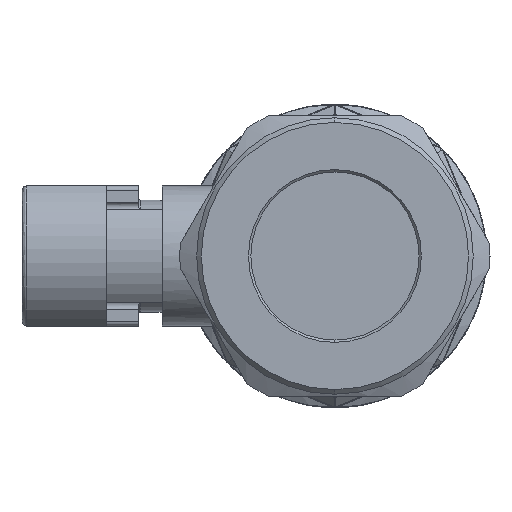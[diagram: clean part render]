
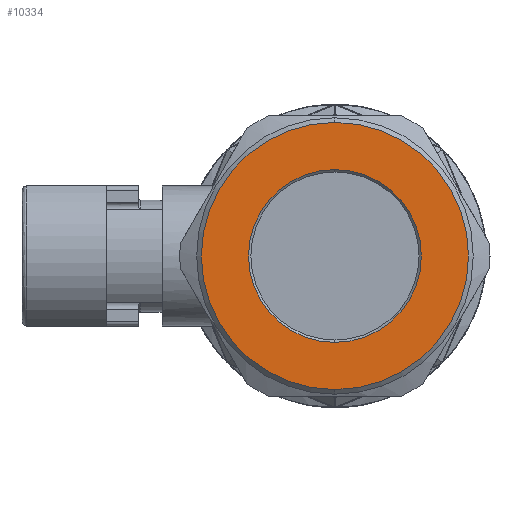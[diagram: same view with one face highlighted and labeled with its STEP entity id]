
A CAD part, left-side view. The second image highlights one B-rep face of the part: STEP entity #10334.
In plain terms, the highlighted planar face has unit normal (-1, 0, 0).
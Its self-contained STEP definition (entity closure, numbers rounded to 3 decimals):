
#158 = CARTESIAN_POINT ( 'NONE',  ( -31.34, 1.278, 0. ) ) ;
#159 = DIRECTION ( 'NONE',  ( -1., 0., 0. ) ) ;
#160 = DIRECTION ( 'NONE',  ( 0., 0., -1. ) ) ;
#162 = CARTESIAN_POINT ( 'NONE',  ( -31.34, 1.278, 0. ) ) ;
#163 = DIRECTION ( 'NONE',  ( -1., 0., 0. ) ) ;
#164 = DIRECTION ( 'NONE',  ( 0., 0., 1. ) ) ;
#3035 = AXIS2_PLACEMENT_3D ( 'NONE', #158, #159, #160 ) ;
#3058 = AXIS2_PLACEMENT_3D ( 'NONE', #162, #163, #164 ) ;
#3303 = FACE_BOUND ( 'NONE', #7852, .T. ) ;
#3312 = FACE_OUTER_BOUND ( 'NONE', #7954, .T. ) ;
#4167 = VERTEX_POINT ( 'NONE', #39001 ) ;
#7165 = AXIS2_PLACEMENT_3D ( 'NONE', #41303, #41304, #41305 ) ;
#7180 = AXIS2_PLACEMENT_3D ( 'NONE', #19821, #19823, #19824 ) ;
#7852 = EDGE_LOOP ( 'NONE', ( #9386, #9572 ) ) ;
#7954 = EDGE_LOOP ( 'NONE', ( #9347, #9629 ) ) ;
#9347 = ORIENTED_EDGE ( 'NONE', *, *, #10874, .T. ) ;
#9386 = ORIENTED_EDGE ( 'NONE', *, *, #10875, .F. ) ;
#9572 = ORIENTED_EDGE ( 'NONE', *, *, #40079, .F. ) ;
#9629 = ORIENTED_EDGE ( 'NONE', *, *, #20316, .T. ) ;
#10334 = ADVANCED_FACE ( 'NONE', ( #3303, #3312 ), #31461, .T. ) ;
#10874 = EDGE_CURVE ( 'NONE', #4167, #34233, #47060, .T. ) ;
#10875 = EDGE_CURVE ( 'NONE', #42792, #34020, #47058, .T. ) ;
#15157 = CIRCLE ( 'NONE', #7180, 9.25 ) ;
#19265 = CARTESIAN_POINT ( 'NONE',  ( -31.34, 1.278, -9.25 ) ) ;
#19297 = CARTESIAN_POINT ( 'NONE',  ( -31.34, 1.278, 14.3 ) ) ;
#19821 = CARTESIAN_POINT ( 'NONE',  ( -31.34, 1.278, 0. ) ) ;
#19823 = DIRECTION ( 'NONE',  ( -1., 0., 0. ) ) ;
#19824 = DIRECTION ( 'NONE',  ( 0., 0., 1. ) ) ;
#20316 = EDGE_CURVE ( 'NONE', #34233, #4167, #36095, .T. ) ;
#24270 = CARTESIAN_POINT ( 'NONE',  ( -31.34, 1.278, 9.25 ) ) ;
#26515 = AXIS2_PLACEMENT_3D ( 'NONE', #31271, #31353, #31345 ) ;
#31271 = CARTESIAN_POINT ( 'NONE',  ( -31.34, -13.194, -14.472 ) ) ;
#31345 = DIRECTION ( 'NONE',  ( 0., 0., 1. ) ) ;
#31353 = DIRECTION ( 'NONE',  ( -1., 0., 0. ) ) ;
#31461 = PLANE ( 'NONE',  #26515 ) ;
#34020 = VERTEX_POINT ( 'NONE', #19265 ) ;
#34233 = VERTEX_POINT ( 'NONE', #19297 ) ;
#36095 = CIRCLE ( 'NONE', #7165, 14.3 ) ;
#39001 = CARTESIAN_POINT ( 'NONE',  ( -31.34, 1.278, -14.3 ) ) ;
#40079 = EDGE_CURVE ( 'NONE', #34020, #42792, #15157, .T. ) ;
#41303 = CARTESIAN_POINT ( 'NONE',  ( -31.34, 1.278, 0. ) ) ;
#41304 = DIRECTION ( 'NONE',  ( -1., 0., 0. ) ) ;
#41305 = DIRECTION ( 'NONE',  ( 0., 0., -1. ) ) ;
#42792 = VERTEX_POINT ( 'NONE', #24270 ) ;
#47058 = CIRCLE ( 'NONE', #3058, 9.25 ) ;
#47060 = CIRCLE ( 'NONE', #3035, 14.3 ) ;
